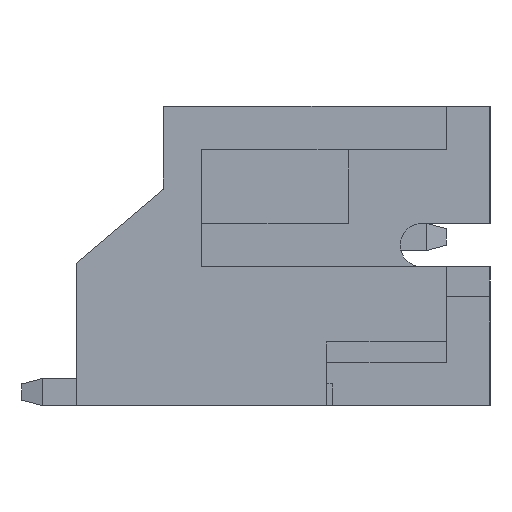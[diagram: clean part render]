
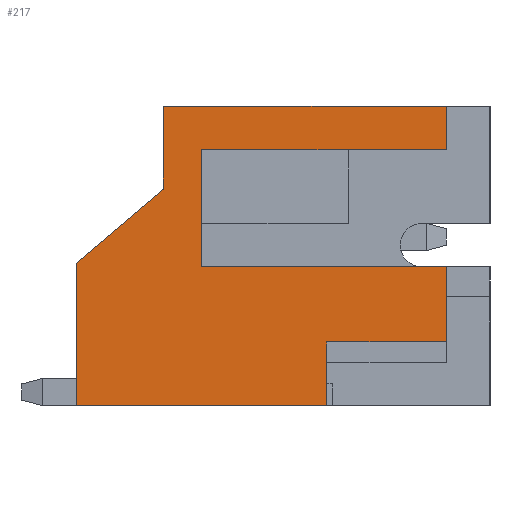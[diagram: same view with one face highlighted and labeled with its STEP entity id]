
A CAD part, left-side view. The second image highlights one B-rep face of the part: STEP entity #217.
In plain terms, the highlighted planar face has unit normal (-1, 0, 0).
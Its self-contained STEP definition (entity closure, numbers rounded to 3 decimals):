
#217=ADVANCED_FACE('',(#3488),#3490,.T.);
#3488=FACE_BOUND('',#3489,.T.);
#3489=EDGE_LOOP('',(#6157,#6158,#6159,#6160,#6161,#6162,#6163,#6164,#6165,#6166,
#6167,#6168));
#3490=PLANE('',#3491);
#3491=AXIS2_PLACEMENT_3D('',#3492,#3493,#3494);
#3492=CARTESIAN_POINT('',(-2.95,0.,0.));
#3493=DIRECTION('',(-1.,0.,0.));
#3494=DIRECTION('',(0.,0.,1.));
#6157=ORIENTED_EDGE('',*,*,#8016,.T.);
#6158=ORIENTED_EDGE('',*,*,#8017,.T.);
#6159=ORIENTED_EDGE('',*,*,#7893,.T.);
#6160=ORIENTED_EDGE('',*,*,#7982,.T.);
#6161=ORIENTED_EDGE('',*,*,#8018,.T.);
#6162=ORIENTED_EDGE('',*,*,#8019,.T.);
#6163=ORIENTED_EDGE('',*,*,#8020,.T.);
#6164=ORIENTED_EDGE('',*,*,#8021,.T.);
#6165=ORIENTED_EDGE('',*,*,#8022,.T.);
#6166=ORIENTED_EDGE('',*,*,#8023,.T.);
#6167=ORIENTED_EDGE('',*,*,#8024,.T.);
#6168=ORIENTED_EDGE('',*,*,#8025,.T.);
#7893=EDGE_CURVE('',#8857,#8855,#8858,.T.);
#7982=EDGE_CURVE('',#8855,#9023,#9025,.T.);
#8016=EDGE_CURVE('',#9083,#9084,#9085,.F.);
#8017=EDGE_CURVE('',#9084,#8857,#9086,.F.);
#8018=EDGE_CURVE('',#9023,#9087,#9088,.T.);
#8019=EDGE_CURVE('',#9087,#9089,#9090,.T.);
#8020=EDGE_CURVE('',#9089,#9091,#9092,.T.);
#8021=EDGE_CURVE('',#9091,#9093,#9094,.F.);
#8022=EDGE_CURVE('',#9093,#9095,#9096,.F.);
#8023=EDGE_CURVE('',#9095,#9097,#9098,.F.);
#8024=EDGE_CURVE('',#9097,#9099,#9100,.F.);
#8025=EDGE_CURVE('',#9099,#9083,#9101,.F.);
#8855=VERTEX_POINT('',#10432);
#8857=VERTEX_POINT('',#10436);
#8858=LINE('',#10437,#10438);
#9023=VERTEX_POINT('',#10779);
#9025=LINE('',#10783,#10784);
#9083=VERTEX_POINT('',#10911);
#9084=VERTEX_POINT('',#10912);
#9085=LINE('',#10913,#10914);
#9086=LINE('',#10916,#10917);
#9087=VERTEX_POINT('',#10919);
#9088=LINE('',#10920,#10921);
#9089=VERTEX_POINT('',#10923);
#9090=LINE('',#10924,#10925);
#9091=VERTEX_POINT('',#10927);
#9092=LINE('',#10928,#10929);
#9093=VERTEX_POINT('',#10931);
#9094=LINE('',#10932,#10933);
#9095=VERTEX_POINT('',#10935);
#9096=LINE('',#10936,#10937);
#9097=VERTEX_POINT('',#10939);
#9098=LINE('',#10940,#10941);
#9099=VERTEX_POINT('',#10943);
#9100=LINE('',#10944,#10945);
#9101=LINE('',#10947,#10948);
#10432=CARTESIAN_POINT('',(-2.95,0.,5.5));
#10436=CARTESIAN_POINT('',(-2.95,-5.2,5.5));
#10437=CARTESIAN_POINT('',(-2.95,-5.2,5.5));
#10438=VECTOR('',#10439,1.);
#10439=DIRECTION('',(0.,1.,0.));
#10779=CARTESIAN_POINT('',(-2.95,0.,3.979));
#10783=CARTESIAN_POINT('',(-2.95,0.,5.5));
#10784=VECTOR('',#10785,1.);
#10785=DIRECTION('',(0.,0.,-1.));
#10911=CARTESIAN_POINT('',(-2.95,-0.7,4.7));
#10912=CARTESIAN_POINT('',(-2.95,-5.2,4.7));
#10913=CARTESIAN_POINT('',(-2.95,-5.2,4.7));
#10914=VECTOR('',#10915,1.);
#10915=DIRECTION('',(0.,1.,0.));
#10916=CARTESIAN_POINT('',(-2.95,-5.2,5.5));
#10917=VECTOR('',#10918,1.);
#10918=DIRECTION('',(0.,0.,-1.));
#10919=CARTESIAN_POINT('',(-2.95,1.6,2.618));
#10920=CARTESIAN_POINT('',(-2.95,0.,3.979));
#10921=VECTOR('',#10922,1.);
#10922=DIRECTION('',(0.,0.762,-0.648));
#10923=CARTESIAN_POINT('',(-2.95,1.6,0.));
#10924=CARTESIAN_POINT('',(-2.95,1.6,2.618));
#10925=VECTOR('',#10926,1.);
#10926=DIRECTION('',(0.,0.,-1.));
#10927=CARTESIAN_POINT('',(-2.95,-3.,0.));
#10928=CARTESIAN_POINT('',(-2.95,1.6,0.));
#10929=VECTOR('',#10930,1.);
#10930=DIRECTION('',(0.,-1.,0.));
#10931=CARTESIAN_POINT('',(-2.95,-3.,1.17));
#10932=CARTESIAN_POINT('',(-2.95,-3.,1.17));
#10933=VECTOR('',#10934,1.);
#10934=DIRECTION('',(0.,0.,-1.));
#10935=CARTESIAN_POINT('',(-2.95,-5.2,1.17));
#10936=CARTESIAN_POINT('',(-2.95,-5.2,1.17));
#10937=VECTOR('',#10938,1.);
#10938=DIRECTION('',(0.,1.,0.));
#10939=CARTESIAN_POINT('',(-2.95,-5.2,2.55));
#10940=CARTESIAN_POINT('',(-2.95,-5.2,2.55));
#10941=VECTOR('',#10942,1.);
#10942=DIRECTION('',(0.,0.,-1.));
#10943=CARTESIAN_POINT('',(-2.95,-0.7,2.55));
#10944=CARTESIAN_POINT('',(-2.95,-0.7,2.55));
#10945=VECTOR('',#10946,1.);
#10946=DIRECTION('',(0.,-1.,0.));
#10947=CARTESIAN_POINT('',(-2.95,-0.7,4.7));
#10948=VECTOR('',#10949,1.);
#10949=DIRECTION('',(0.,0.,-1.));
